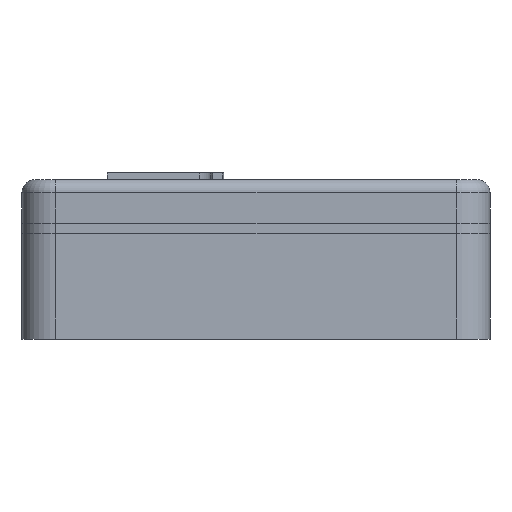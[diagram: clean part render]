
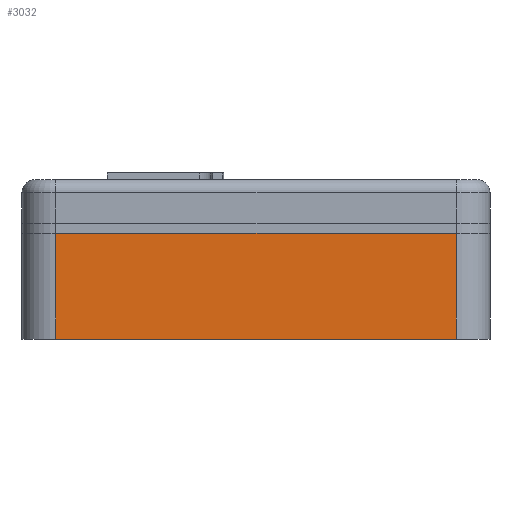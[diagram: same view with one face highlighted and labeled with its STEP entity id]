
A CAD part, left-side view. The second image highlights one B-rep face of the part: STEP entity #3032.
In plain terms, the highlighted planar face has unit normal (-1, 0, 0).
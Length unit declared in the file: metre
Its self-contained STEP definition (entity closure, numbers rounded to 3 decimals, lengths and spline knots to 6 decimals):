
#236=ORIENTED_EDGE('',*,*,#1109,.T.);
#237=ORIENTED_EDGE('',*,*,#1110,.F.);
#238=ORIENTED_EDGE('',*,*,#1111,.F.);
#239=ORIENTED_EDGE('',*,*,#1107,.T.);
#1107=EDGE_CURVE('',#1543,#1542,#1838,.T.);
#1109=EDGE_CURVE('',#1542,#1544,#1839,.T.);
#1110=EDGE_CURVE('',#1545,#1544,#1840,.T.);
#1111=EDGE_CURVE('',#1543,#1545,#1841,.T.);
#1542=VERTEX_POINT('',#4320);
#1543=VERTEX_POINT('',#4322);
#1544=VERTEX_POINT('',#4326);
#1545=VERTEX_POINT('',#4328);
#1838=LINE('',#4321,#2148);
#1839=LINE('',#4325,#2149);
#1840=LINE('',#4327,#2150);
#1841=LINE('',#4329,#2151);
#2148=VECTOR('',#3524,1.);
#2149=VECTOR('',#3529,1.);
#2150=VECTOR('',#3530,1.);
#2151=VECTOR('',#3531,1.);
#2451=EDGE_LOOP('',(#236,#237,#238,#239));
#2689=FACE_BOUND('',#2451,.T.);
#2924=PLANE('',#3260);
#3032=ADVANCED_FACE('',(#2689),#2924,.F.);
#3260=AXIS2_PLACEMENT_3D('',#4324,#3527,#3528);
#3524=DIRECTION('',(0.,0.,-1.));
#3527=DIRECTION('',(1.,0.,0.));
#3528=DIRECTION('',(0.,0.,-1.));
#3529=DIRECTION('',(0.,-1.,0.));
#3530=DIRECTION('',(0.,0.,-1.));
#3531=DIRECTION('',(0.,-1.,0.));
#4320=CARTESIAN_POINT('',(-0.01,0.0545,0.));
#4321=CARTESIAN_POINT('',(-0.01,0.0545,0.003));
#4322=CARTESIAN_POINT('',(-0.01,0.0545,0.01569));
#4324=CARTESIAN_POINT('',(-0.01,0.02475,0.003));
#4325=CARTESIAN_POINT('',(-0.01,0.02475,0.));
#4326=CARTESIAN_POINT('',(-0.01,-0.005,0.));
#4327=CARTESIAN_POINT('',(-0.01,-0.005,0.003));
#4328=CARTESIAN_POINT('',(-0.01,-0.005,0.01569));
#4329=CARTESIAN_POINT('',(-0.01,0.02475,0.01569));
